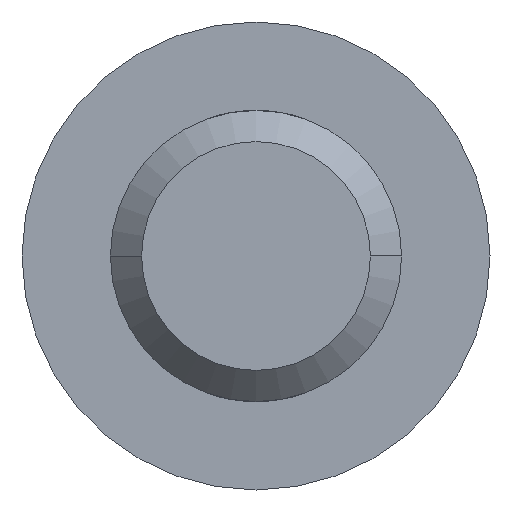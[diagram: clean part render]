
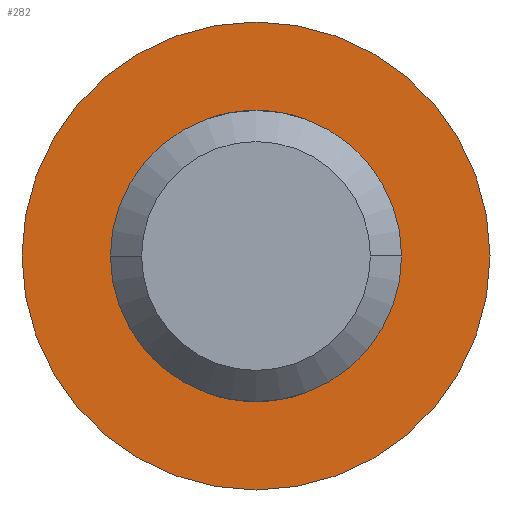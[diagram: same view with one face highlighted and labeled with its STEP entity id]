
A CAD part, front view. The second image highlights one B-rep face of the part: STEP entity #282.
In plain terms, the highlighted planar face has unit normal (0, -1, 0).
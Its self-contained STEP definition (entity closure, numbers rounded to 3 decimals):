
#45 = VERTEX_POINT ( 'NONE', #616 ) ;
#63 = CARTESIAN_POINT ( 'NONE',  ( 22.5, 115., 0. ) ) ;
#163 = CARTESIAN_POINT ( 'NONE',  ( 0., 115., 0. ) ) ;
#188 = DIRECTION ( 'NONE',  ( 0., 1., 0. ) ) ;
#195 = EDGE_CURVE ( 'NONE', #500, #349, #338, .T. ) ;
#216 = CARTESIAN_POINT ( 'NONE',  ( 0., 115., 0. ) ) ;
#259 = DIRECTION ( 'NONE',  ( 0., -1., 0. ) ) ;
#265 = PLANE ( 'NONE',  #445 ) ;
#282 = ADVANCED_FACE ( 'NONE', ( #846, #715 ), #265, .T. ) ;
#293 = ORIENTED_EDGE ( 'NONE', *, *, #483, .F. ) ;
#297 = DIRECTION ( 'NONE',  ( -1., 0., 0. ) ) ;
#317 = CIRCLE ( 'NONE', #735, 14. ) ;
#338 = CIRCLE ( 'NONE', #739, 22.5 ) ;
#342 = DIRECTION ( 'NONE',  ( -1., 0., 0. ) ) ;
#348 = CARTESIAN_POINT ( 'NONE',  ( 0., 115., 0. ) ) ;
#349 = VERTEX_POINT ( 'NONE', #636 ) ;
#445 = AXIS2_PLACEMENT_3D ( 'NONE', #712, #259, #714 ) ;
#470 = DIRECTION ( 'NONE',  ( 0., 1., 0. ) ) ;
#483 = EDGE_CURVE ( 'NONE', #349, #500, #692, .T. ) ;
#497 = ORIENTED_EDGE ( 'NONE', *, *, #970, .T. ) ;
#500 = VERTEX_POINT ( 'NONE', #63 ) ;
#505 = AXIS2_PLACEMENT_3D ( 'NONE', #348, #798, #342 ) ;
#508 = DIRECTION ( 'NONE',  ( 0., 1., 0. ) ) ;
#530 = ORIENTED_EDGE ( 'NONE', *, *, #838, .T. ) ;
#545 = DIRECTION ( 'NONE',  ( -1., 0., 0. ) ) ;
#586 = ORIENTED_EDGE ( 'NONE', *, *, #195, .F. ) ;
#609 = EDGE_LOOP ( 'NONE', ( #530, #497 ) ) ;
#616 = CARTESIAN_POINT ( 'NONE',  ( -14., 115., 0. ) ) ;
#636 = CARTESIAN_POINT ( 'NONE',  ( -22.5, 115., 0. ) ) ;
#692 = CIRCLE ( 'NONE', #920, 22.5 ) ;
#710 = CARTESIAN_POINT ( 'NONE',  ( 14., 115., 0. ) ) ;
#712 = CARTESIAN_POINT ( 'NONE',  ( -14., 115., 0. ) ) ;
#714 = DIRECTION ( 'NONE',  ( 1., 0., 0. ) ) ;
#715 = FACE_OUTER_BOUND ( 'NONE', #991, .T. ) ;
#721 = CARTESIAN_POINT ( 'NONE',  ( 0., 115., 0. ) ) ;
#735 = AXIS2_PLACEMENT_3D ( 'NONE', #163, #470, #545 ) ;
#739 = AXIS2_PLACEMENT_3D ( 'NONE', #721, #188, #960 ) ;
#750 = CIRCLE ( 'NONE', #505, 14. ) ;
#798 = DIRECTION ( 'NONE',  ( 0., 1., 0. ) ) ;
#838 = EDGE_CURVE ( 'NONE', #45, #912, #317, .T. ) ;
#846 = FACE_BOUND ( 'NONE', #609, .T. ) ;
#912 = VERTEX_POINT ( 'NONE', #710 ) ;
#920 = AXIS2_PLACEMENT_3D ( 'NONE', #216, #508, #297 ) ;
#960 = DIRECTION ( 'NONE',  ( -1., 0., 0. ) ) ;
#970 = EDGE_CURVE ( 'NONE', #912, #45, #750, .T. ) ;
#991 = EDGE_LOOP ( 'NONE', ( #293, #586 ) ) ;
